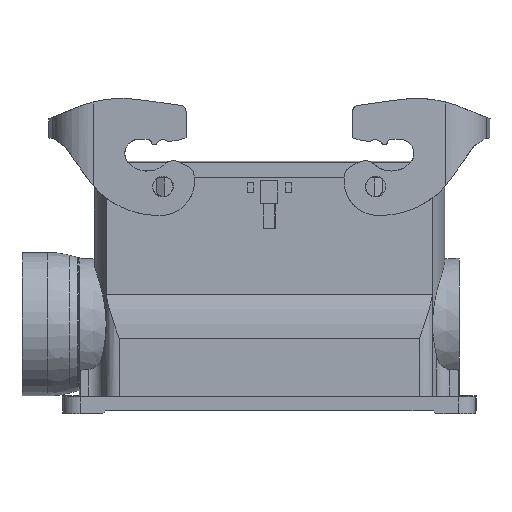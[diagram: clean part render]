
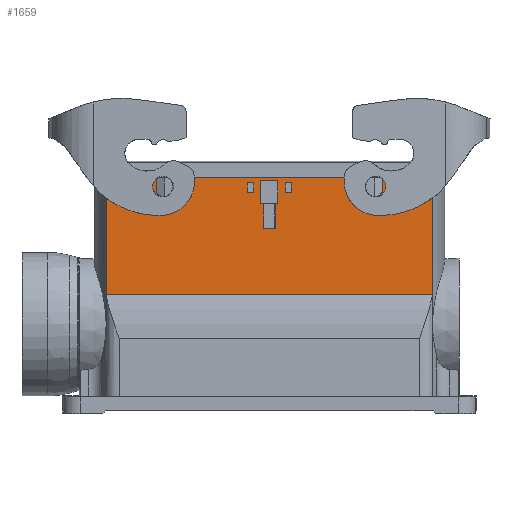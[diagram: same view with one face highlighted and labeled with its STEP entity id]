
A CAD part, front view. The second image highlights one B-rep face of the part: STEP entity #1659.
In plain terms, the highlighted planar face has unit normal (0, -1, 0).
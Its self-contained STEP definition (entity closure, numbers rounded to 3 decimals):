
#853=FACE_BOUND('',#3167,.T.);
#854=FACE_BOUND('',#3168,.T.);
#855=FACE_BOUND('',#3169,.T.);
#856=FACE_BOUND('',#3170,.T.);
#1140=PLANE('',#15092);
#1659=ADVANCED_FACE('',(#853,#854,#855,#856),#1140,.T.);
#3167=EDGE_LOOP('',(#5684,#5685,#5686,#5687,#5688,#5689,#5690,#5691,#5692,
#5693,#5694,#5695,#5696,#5697));
#3168=EDGE_LOOP('',(#5698,#5699,#5700,#5701));
#3169=EDGE_LOOP('',(#5702,#5703,#5704,#5705,#5706,#5707,#5708,#5709));
#3170=EDGE_LOOP('',(#5710,#5711,#5712,#5713));
#5684=ORIENTED_EDGE('',*,*,#10051,.F.);
#5685=ORIENTED_EDGE('',*,*,#10002,.F.);
#5686=ORIENTED_EDGE('',*,*,#10052,.T.);
#5687=ORIENTED_EDGE('',*,*,#10053,.T.);
#5688=ORIENTED_EDGE('',*,*,#10054,.F.);
#5689=ORIENTED_EDGE('',*,*,#10055,.T.);
#5690=ORIENTED_EDGE('',*,*,#10056,.T.);
#5691=ORIENTED_EDGE('',*,*,#9992,.F.);
#5692=ORIENTED_EDGE('',*,*,#10057,.F.);
#5693=ORIENTED_EDGE('',*,*,#10058,.F.);
#5694=ORIENTED_EDGE('',*,*,#9991,.F.);
#5695=ORIENTED_EDGE('',*,*,#10059,.T.);
#5696=ORIENTED_EDGE('',*,*,#10004,.F.);
#5697=ORIENTED_EDGE('',*,*,#10060,.F.);
#5698=ORIENTED_EDGE('',*,*,#10061,.F.);
#5699=ORIENTED_EDGE('',*,*,#10062,.F.);
#5700=ORIENTED_EDGE('',*,*,#10063,.F.);
#5701=ORIENTED_EDGE('',*,*,#10064,.F.);
#5702=ORIENTED_EDGE('',*,*,#10065,.T.);
#5703=ORIENTED_EDGE('',*,*,#10066,.T.);
#5704=ORIENTED_EDGE('',*,*,#10067,.T.);
#5705=ORIENTED_EDGE('',*,*,#10068,.T.);
#5706=ORIENTED_EDGE('',*,*,#10069,.T.);
#5707=ORIENTED_EDGE('',*,*,#10070,.T.);
#5708=ORIENTED_EDGE('',*,*,#10071,.T.);
#5709=ORIENTED_EDGE('',*,*,#10072,.T.);
#5710=ORIENTED_EDGE('',*,*,#10073,.F.);
#5711=ORIENTED_EDGE('',*,*,#10074,.F.);
#5712=ORIENTED_EDGE('',*,*,#10075,.F.);
#5713=ORIENTED_EDGE('',*,*,#10076,.F.);
#8426=VERTEX_POINT('',#21741);
#8429=VERTEX_POINT('',#21753);
#8430=VERTEX_POINT('',#21757);
#8431=VERTEX_POINT('',#21758);
#8438=VERTEX_POINT('',#21791);
#8439=VERTEX_POINT('',#21793);
#8440=VERTEX_POINT('',#21800);
#8441=VERTEX_POINT('',#21801);
#8477=VERTEX_POINT('',#21929);
#8478=VERTEX_POINT('',#21931);
#8479=VERTEX_POINT('',#21933);
#8480=VERTEX_POINT('',#21935);
#8481=VERTEX_POINT('',#21937);
#8482=VERTEX_POINT('',#21940);
#8483=VERTEX_POINT('',#21945);
#8484=VERTEX_POINT('',#21946);
#8485=VERTEX_POINT('',#21948);
#8486=VERTEX_POINT('',#21950);
#8487=VERTEX_POINT('',#21953);
#8488=VERTEX_POINT('',#21954);
#8489=VERTEX_POINT('',#21956);
#8490=VERTEX_POINT('',#21958);
#8491=VERTEX_POINT('',#21960);
#8492=VERTEX_POINT('',#21962);
#8493=VERTEX_POINT('',#21964);
#8494=VERTEX_POINT('',#21966);
#8495=VERTEX_POINT('',#21969);
#8496=VERTEX_POINT('',#21970);
#8497=VERTEX_POINT('',#21972);
#8498=VERTEX_POINT('',#21974);
#9991=EDGE_CURVE('',#8429,#8426,#11324,.T.);
#9992=EDGE_CURVE('',#8430,#8431,#11325,.T.);
#10002=EDGE_CURVE('',#8438,#8439,#11326,.T.);
#10004=EDGE_CURVE('',#8440,#8441,#11327,.T.);
#10051=EDGE_CURVE('',#8439,#8477,#12447,.T.);
#10052=EDGE_CURVE('',#8438,#8478,#12448,.T.);
#10053=EDGE_CURVE('',#8478,#8479,#12449,.T.);
#10054=EDGE_CURVE('',#8480,#8479,#12450,.T.);
#10055=EDGE_CURVE('',#8480,#8481,#12451,.T.);
#10056=EDGE_CURVE('',#8481,#8431,#12452,.T.);
#10057=EDGE_CURVE('',#8482,#8430,#12453,.T.);
#10058=EDGE_CURVE('',#8426,#8482,#11331,.T.);
#10059=EDGE_CURVE('',#8429,#8441,#12454,.T.);
#10060=EDGE_CURVE('',#8477,#8440,#11332,.T.);
#10061=EDGE_CURVE('',#8483,#8484,#12455,.T.);
#10062=EDGE_CURVE('',#8485,#8483,#12456,.T.);
#10063=EDGE_CURVE('',#8486,#8485,#12457,.T.);
#10064=EDGE_CURVE('',#8484,#8486,#12458,.T.);
#10065=EDGE_CURVE('',#8487,#8488,#12459,.T.);
#10066=EDGE_CURVE('',#8488,#8489,#12460,.T.);
#10067=EDGE_CURVE('',#8489,#8490,#12461,.T.);
#10068=EDGE_CURVE('',#8490,#8491,#12462,.T.);
#10069=EDGE_CURVE('',#8491,#8492,#12463,.T.);
#10070=EDGE_CURVE('',#8492,#8493,#12464,.T.);
#10071=EDGE_CURVE('',#8493,#8494,#12465,.T.);
#10072=EDGE_CURVE('',#8494,#8487,#12466,.T.);
#10073=EDGE_CURVE('',#8495,#8496,#12467,.T.);
#10074=EDGE_CURVE('',#8497,#8495,#12468,.T.);
#10075=EDGE_CURVE('',#8498,#8497,#12469,.T.);
#10076=EDGE_CURVE('',#8496,#8498,#12470,.T.);
#11324=CIRCLE('',#15059,3.5);
#11325=CIRCLE('',#15061,3.5);
#11326=CIRCLE('',#15067,3.5);
#11327=CIRCLE('',#15069,3.5);
#11331=CIRCLE('',#15090,2.4);
#11332=CIRCLE('',#15091,2.4);
#12447=LINE('',#21928,#13650);
#12448=LINE('',#21930,#13651);
#12449=LINE('',#21932,#13652);
#12450=LINE('',#21934,#13653);
#12451=LINE('',#21936,#13654);
#12452=LINE('',#21938,#13655);
#12453=LINE('',#21939,#13656);
#12454=LINE('',#21942,#13657);
#12455=LINE('',#21944,#13658);
#12456=LINE('',#21947,#13659);
#12457=LINE('',#21949,#13660);
#12458=LINE('',#21951,#13661);
#12459=LINE('',#21952,#13662);
#12460=LINE('',#21955,#13663);
#12461=LINE('',#21957,#13664);
#12462=LINE('',#21959,#13665);
#12463=LINE('',#21961,#13666);
#12464=LINE('',#21963,#13667);
#12465=LINE('',#21965,#13668);
#12466=LINE('',#21967,#13669);
#12467=LINE('',#21968,#13670);
#12468=LINE('',#21971,#13671);
#12469=LINE('',#21973,#13672);
#12470=LINE('',#21975,#13673);
#13650=VECTOR('',#17602,1.);
#13651=VECTOR('',#17603,1.);
#13652=VECTOR('',#17604,1.);
#13653=VECTOR('',#17605,1.);
#13654=VECTOR('',#17606,1.);
#13655=VECTOR('',#17607,1.);
#13656=VECTOR('',#17608,1.);
#13657=VECTOR('',#17611,1.);
#13658=VECTOR('',#17614,1.);
#13659=VECTOR('',#17615,1.);
#13660=VECTOR('',#17616,1.);
#13661=VECTOR('',#17617,1.);
#13662=VECTOR('',#17618,1.);
#13663=VECTOR('',#17619,1.);
#13664=VECTOR('',#17620,1.);
#13665=VECTOR('',#17621,1.);
#13666=VECTOR('',#17622,1.);
#13667=VECTOR('',#17623,1.);
#13668=VECTOR('',#17624,1.);
#13669=VECTOR('',#17625,1.);
#13670=VECTOR('',#17626,1.);
#13671=VECTOR('',#17627,1.);
#13672=VECTOR('',#17628,1.);
#13673=VECTOR('',#17629,1.);
#15059=AXIS2_PLACEMENT_3D('',#21754,#17509,#17510);
#15061=AXIS2_PLACEMENT_3D('',#21756,#17513,#17514);
#15067=AXIS2_PLACEMENT_3D('',#21792,#17528,#17529);
#15069=AXIS2_PLACEMENT_3D('',#21799,#17532,#17533);
#15090=AXIS2_PLACEMENT_3D('',#21941,#17609,#17610);
#15091=AXIS2_PLACEMENT_3D('',#21943,#17612,#17613);
#15092=AXIS2_PLACEMENT_3D('',#21976,#17630,#17631);
#17509=DIRECTION('',(0.,-1.,0.));
#17510=DIRECTION('',(1.,0.,0.));
#17513=DIRECTION('',(0.,-1.,0.));
#17514=DIRECTION('',(1.,0.,0.));
#17528=DIRECTION('',(0.,-1.,0.));
#17529=DIRECTION('',(1.,0.,0.));
#17532=DIRECTION('',(0.,-1.,0.));
#17533=DIRECTION('',(1.,0.,0.));
#17602=DIRECTION('',(0.,0.,-1.));
#17603=DIRECTION('',(-1.,0.,0.));
#17604=DIRECTION('',(0.,0.,-1.));
#17605=DIRECTION('',(-1.,0.,0.));
#17606=DIRECTION('',(0.,0.,1.));
#17607=DIRECTION('',(-1.,0.,0.));
#17608=DIRECTION('',(0.,0.,1.));
#17609=DIRECTION('',(0.,-1.,0.));
#17610=DIRECTION('',(1.,0.,0.));
#17611=DIRECTION('',(-1.,0.,0.));
#17612=DIRECTION('',(0.,-1.,0.));
#17613=DIRECTION('',(1.,0.,0.));
#17614=DIRECTION('',(0.,0.,1.));
#17615=DIRECTION('',(1.,0.,0.));
#17616=DIRECTION('',(0.,0.,-1.));
#17617=DIRECTION('',(-1.,0.,0.));
#17618=DIRECTION('',(0.017,0.,-1.));
#17619=DIRECTION('',(-1.,0.,0.));
#17620=DIRECTION('',(0.,0.,-1.));
#17621=DIRECTION('',(-1.,0.,0.));
#17622=DIRECTION('',(0.,0.,1.));
#17623=DIRECTION('',(-1.,0.,0.));
#17624=DIRECTION('',(0.017,0.,1.));
#17625=DIRECTION('',(1.,0.,0.));
#17626=DIRECTION('',(1.,0.,0.));
#17627=DIRECTION('',(0.,0.,-1.));
#17628=DIRECTION('',(-1.,0.,0.));
#17629=DIRECTION('',(0.,0.,1.));
#17630=DIRECTION('',(0.,-1.,0.));
#17631=DIRECTION('',(-1.,0.,0.));
#21741=CARTESIAN_POINT('',(37.,-22.5,-0.85));
#21753=CARTESIAN_POINT('',(35.283,-22.5,5.7));
#21754=CARTESIAN_POINT('',(37.,-22.5,2.65));
#21756=CARTESIAN_POINT('',(37.,-22.5,2.65));
#21757=CARTESIAN_POINT('',(39.4,-22.5,5.198));
#21758=CARTESIAN_POINT('',(38.717,-22.5,5.7));
#21791=CARTESIAN_POINT('',(-38.717,-22.5,5.7));
#21792=CARTESIAN_POINT('',(-37.,-22.5,2.65));
#21793=CARTESIAN_POINT('',(-39.4,-22.5,5.198));
#21799=CARTESIAN_POINT('',(-37.,-22.5,2.65));
#21800=CARTESIAN_POINT('',(-37.,-22.5,-0.85));
#21801=CARTESIAN_POINT('',(-35.283,-22.5,5.7));
#21928=CARTESIAN_POINT('',(-39.4,-22.5,2.65));
#21929=CARTESIAN_POINT('',(-39.4,-22.5,1.55));
#21930=CARTESIAN_POINT('',(0.,-22.5,5.7));
#21931=CARTESIAN_POINT('',(-56.85,-22.5,5.7));
#21932=CARTESIAN_POINT('',(-56.85,-22.5,5.7));
#21933=CARTESIAN_POINT('',(-56.85,-22.5,-35.001));
#21934=CARTESIAN_POINT('',(56.85,-22.5,-35.001));
#21935=CARTESIAN_POINT('',(56.85,-22.5,-35.001));
#21936=CARTESIAN_POINT('',(56.85,-22.5,5.7));
#21937=CARTESIAN_POINT('',(56.85,-22.5,5.7));
#21938=CARTESIAN_POINT('',(0.,-22.5,5.7));
#21939=CARTESIAN_POINT('',(39.4,-22.5,5.7));
#21940=CARTESIAN_POINT('',(39.4,-22.5,1.55));
#21941=CARTESIAN_POINT('',(37.,-22.5,1.55));
#21942=CARTESIAN_POINT('',(0.,-22.5,5.7));
#21943=CARTESIAN_POINT('',(-37.,-22.5,1.55));
#21944=CARTESIAN_POINT('',(-5.5,-22.5,5.7));
#21945=CARTESIAN_POINT('',(-5.5,-22.5,0.6));
#21946=CARTESIAN_POINT('',(-5.5,-22.5,4.));
#21947=CARTESIAN_POINT('',(-7.7,-22.5,0.6));
#21948=CARTESIAN_POINT('',(-7.7,-22.5,0.6));
#21949=CARTESIAN_POINT('',(-7.7,-22.5,4.));
#21950=CARTESIAN_POINT('',(-7.7,-22.5,4.));
#21951=CARTESIAN_POINT('',(-5.5,-22.5,4.));
#21952=CARTESIAN_POINT('',(2.047,-22.5,-5.964));
#21953=CARTESIAN_POINT('',(1.86,-22.5,4.75));
#21954=CARTESIAN_POINT('',(2.001,-22.5,-3.285));
#21955=CARTESIAN_POINT('',(0.,-22.5,-3.285));
#21956=CARTESIAN_POINT('',(2.,-22.5,-3.285));
#21957=CARTESIAN_POINT('',(2.,-22.5,-6.));
#21958=CARTESIAN_POINT('',(2.,-22.5,-11.95));
#21959=CARTESIAN_POINT('',(0.,-22.5,-11.95));
#21960=CARTESIAN_POINT('',(-2.,-22.5,-11.95));
#21961=CARTESIAN_POINT('',(-2.,-22.5,-6.));
#21962=CARTESIAN_POINT('',(-2.,-22.5,-3.285));
#21963=CARTESIAN_POINT('',(0.,-22.5,-3.285));
#21964=CARTESIAN_POINT('',(-2.001,-22.5,-3.285));
#21965=CARTESIAN_POINT('',(-2.047,-22.5,-5.964));
#21966=CARTESIAN_POINT('',(-1.86,-22.5,4.75));
#21967=CARTESIAN_POINT('',(-2.,-22.5,4.75));
#21968=CARTESIAN_POINT('',(5.5,-22.5,0.6));
#21969=CARTESIAN_POINT('',(5.5,-22.5,0.6));
#21970=CARTESIAN_POINT('',(7.7,-22.5,0.6));
#21971=CARTESIAN_POINT('',(5.5,-22.5,4.));
#21972=CARTESIAN_POINT('',(5.5,-22.5,4.));
#21973=CARTESIAN_POINT('',(7.7,-22.5,4.));
#21974=CARTESIAN_POINT('',(7.7,-22.5,4.));
#21975=CARTESIAN_POINT('',(7.7,-22.5,0.6));
#21976=CARTESIAN_POINT('',(0.,-22.5,5.7));
